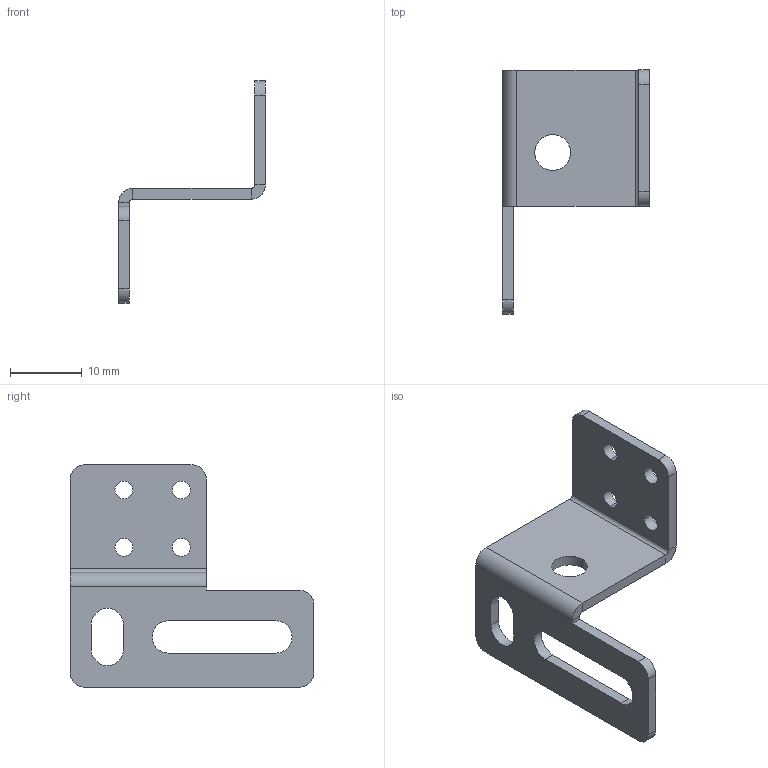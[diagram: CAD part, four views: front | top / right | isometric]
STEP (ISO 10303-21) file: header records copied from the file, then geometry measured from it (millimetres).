
FILE_DESCRIPTION((''),'2;1');
FILE_NAME('DB_CAD8952_OMH-ML6-Z','2024-01-24T08:35:09',('tiniedziel'),(''),'CREO PARAMETRIC BY PTC INC, 2022284','CREO PARAMETRIC BY PTC INC, 2022284','');
FILE_SCHEMA(('CONFIG_CONTROL_DESIGN','SHAPE_APPEARANCE_LAYERS_GROUPS'));
Length unit declared in the file: millimetre
Products named in the file (1): DB_CAD8952_OMH-ML6-Z
Bounding box: 20.5 x 34 x 31 mm (x, y, z)
Volume: 1460.2 mm3; surface area: 2357.9 mm2
Topology: 1 solids, 1 shells, 47 faces, 119 edges, 74 vertices
Faces by surface type: plane 24, cylinder 23
Entity records: 1839 total; most frequent: DIRECTION 259, CARTESIAN_POINT 240, ORIENTED_EDGE 238, EDGE_CURVE 119, AXIS2_PLACEMENT_3D 93, VERTEX_POINT 74, VECTOR 73, LINE 73
